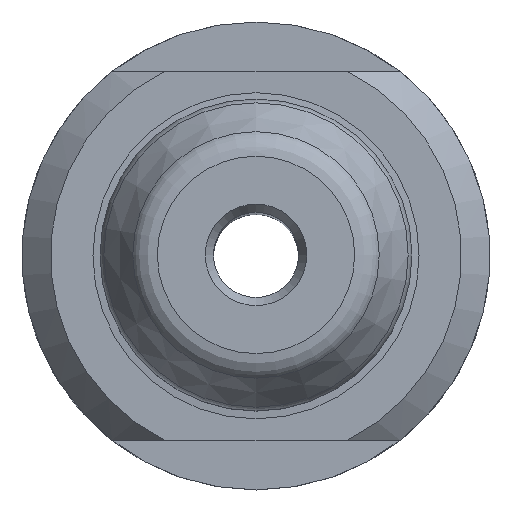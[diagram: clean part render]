
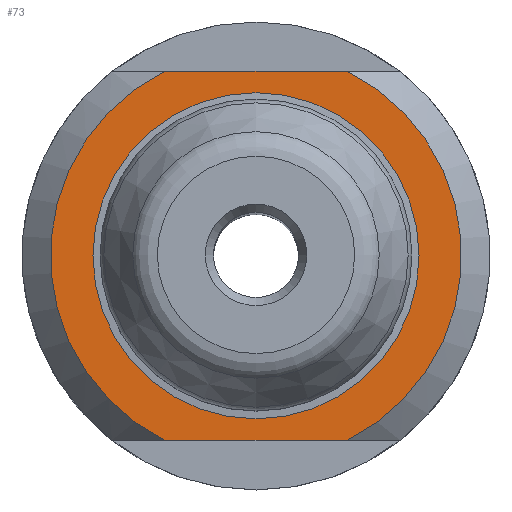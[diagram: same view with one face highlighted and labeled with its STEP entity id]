
A CAD part, top view. The second image highlights one B-rep face of the part: STEP entity #73.
In plain terms, the highlighted planar face has unit normal (0, 0, 1).
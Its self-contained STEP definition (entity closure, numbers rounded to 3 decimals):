
#73=ADVANCED_FACE('',(#134,#135),#108,.F.);
#108=PLANE('',#488);
#118=LINE('',#711,#126);
#119=LINE('',#716,#127);
#126=VECTOR('',#562,1.);
#127=VECTOR('',#565,1.);
#134=FACE_BOUND('',#192,.T.);
#135=FACE_BOUND('',#193,.T.);
#192=EDGE_LOOP('',(#256));
#193=EDGE_LOOP('',(#257,#258,#259,#260));
#256=ORIENTED_EDGE('',*,*,#388,.T.);
#257=ORIENTED_EDGE('',*,*,#389,.F.);
#258=ORIENTED_EDGE('',*,*,#390,.T.);
#259=ORIENTED_EDGE('',*,*,#391,.T.);
#260=ORIENTED_EDGE('',*,*,#392,.T.);
#348=VERTEX_POINT('',#710);
#349=VERTEX_POINT('',#712);
#350=VERTEX_POINT('',#713);
#351=VERTEX_POINT('',#715);
#352=VERTEX_POINT('',#717);
#388=EDGE_CURVE('',#348,#348,#434,.T.);
#389=EDGE_CURVE('',#349,#350,#118,.T.);
#390=EDGE_CURVE('',#349,#351,#435,.T.);
#391=EDGE_CURVE('',#351,#352,#119,.T.);
#392=EDGE_CURVE('',#352,#350,#436,.T.);
#434=CIRCLE('',#485,5.75);
#435=CIRCLE('',#486,7.25);
#436=CIRCLE('',#487,7.25);
#485=AXIS2_PLACEMENT_3D('',#709,#560,#561);
#486=AXIS2_PLACEMENT_3D('',#714,#563,#564);
#487=AXIS2_PLACEMENT_3D('',#718,#566,#567);
#488=AXIS2_PLACEMENT_3D('',#719,#568,#569);
#560=DIRECTION('',(0.,0.,-1.));
#561=DIRECTION('',(0.,1.,0.));
#562=DIRECTION('',(1.,0.,0.));
#563=DIRECTION('',(0.,0.,1.));
#564=DIRECTION('',(0.,1.,0.));
#565=DIRECTION('',(1.,0.,0.));
#566=DIRECTION('',(0.,0.,1.));
#567=DIRECTION('',(0.,1.,0.));
#568=DIRECTION('',(0.,0.,-1.));
#569=DIRECTION('',(0.,1.,0.));
#709=CARTESIAN_POINT('',(0.,0.,5.));
#710=CARTESIAN_POINT('',(0.,5.75,5.));
#711=CARTESIAN_POINT('',(-9.075,6.5,5.));
#712=CARTESIAN_POINT('',(-3.211,6.5,5.));
#713=CARTESIAN_POINT('',(3.211,6.5,5.));
#714=CARTESIAN_POINT('',(0.,0.,5.));
#715=CARTESIAN_POINT('',(-3.211,-6.5,5.));
#716=CARTESIAN_POINT('',(-9.075,-6.5,5.));
#717=CARTESIAN_POINT('',(3.211,-6.5,5.));
#718=CARTESIAN_POINT('',(0.,0.,5.));
#719=CARTESIAN_POINT('',(0.,3.75,5.));
